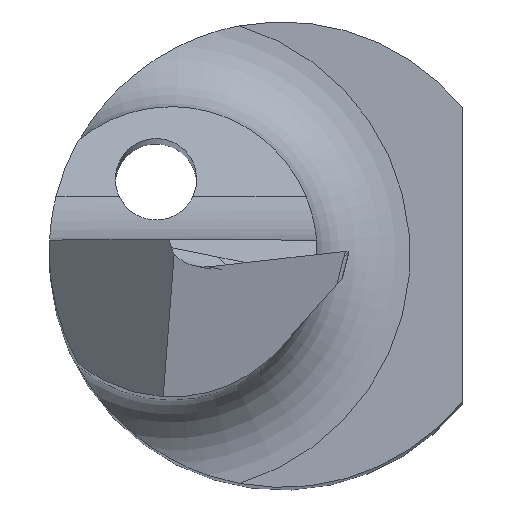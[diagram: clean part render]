
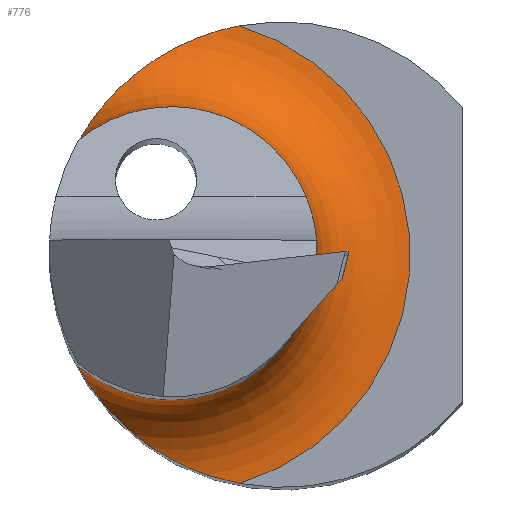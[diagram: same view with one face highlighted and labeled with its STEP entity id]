
A CAD part, top view. The second image highlights one B-rep face of the part: STEP entity #776.
In plain terms, the highlighted toroidal (fillet/blend) face has major radius 2.05 mm and minor radius 0.8 mm.
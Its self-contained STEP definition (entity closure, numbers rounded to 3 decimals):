
#17 = ORIENTED_EDGE ( 'NONE', *, *, #547, .F. ) ;
#38 = CARTESIAN_POINT ( 'NONE',  ( -1.758, 0.954, 14.8 ) ) ;
#69 = CARTESIAN_POINT ( 'NONE',  ( -0.368, -1.966, 14. ) ) ;
#76 = CARTESIAN_POINT ( 'NONE',  ( -1.406, -1.431, 14.216 ) ) ;
#79 = EDGE_CURVE ( 'NONE', #531, #672, #668, .T. ) ;
#95 = EDGE_CURVE ( 'NONE', #403, #613, #659, .T. ) ;
#98 = CARTESIAN_POINT ( 'NONE',  ( -0.368, -1.966, 14. ) ) ;
#109 = CARTESIAN_POINT ( 'NONE',  ( -1.738, 0.991, 14.63 ) ) ;
#155 = TOROIDAL_SURFACE ( 'NONE', #664, 2.05, 0.8 ) ;
#165 = CIRCLE ( 'NONE', #595, 2.05 ) ;
#176 = CARTESIAN_POINT ( 'NONE',  ( -1.156, 1.641, 14.102 ) ) ;
#233 = AXIS2_PLACEMENT_3D ( 'NONE', #629, #628, #507 ) ;
#235 = ORIENTED_EDGE ( 'NONE', *, *, #79, .F. ) ;
#248 = CARTESIAN_POINT ( 'NONE',  ( -1.758, -0.954, 14.8 ) ) ;
#268 = CARTESIAN_POINT ( 'NONE',  ( -1.515, -1.313, 14.289 ) ) ;
#295 = CARTESIAN_POINT ( 'NONE',  ( -1.013, -1.733, 14.063 ) ) ;
#297 = CARTESIAN_POINT ( 'NONE',  ( -1.515, 1.314, 14.289 ) ) ;
#304 = CARTESIAN_POINT ( 'NONE',  ( -1.681, 1.085, 14.494 ) ) ;
#323 = CARTESIAN_POINT ( 'NONE',  ( -0.368, 1.966, 14. ) ) ;
#332 = CARTESIAN_POINT ( 'NONE',  ( -1.738, -0.991, 14.63 ) ) ;
#353 = ORIENTED_EDGE ( 'NONE', *, *, #479, .F. ) ;
#354 = CARTESIAN_POINT ( 'NONE',  ( -0.54, -1.934, 14. ) ) ;
#396 = DIRECTION ( 'NONE',  ( 1., 0., 0. ) ) ;
#403 = VERTEX_POINT ( 'NONE', #69 ) ;
#405 = CIRCLE ( 'NONE', #233, 1.25 ) ;
#433 = CARTESIAN_POINT ( 'NONE',  ( -1.758, 0.954, 14.711 ) ) ;
#479 = EDGE_CURVE ( 'NONE', #672, #403, #165, .T. ) ;
#501 = CARTESIAN_POINT ( 'NONE',  ( -0.703, 1.88, 14.011 ) ) ;
#507 = DIRECTION ( 'NONE',  ( 1., 0., 0. ) ) ;
#531 = VERTEX_POINT ( 'NONE', #760 ) ;
#547 = EDGE_CURVE ( 'NONE', #613, #531, #405, .T. ) ;
#554 = CARTESIAN_POINT ( 'NONE',  ( -1.156, -1.64, 14.103 ) ) ;
#561 = ORIENTED_EDGE ( 'NONE', *, *, #95, .F. ) ;
#564 = CARTESIAN_POINT ( 'NONE',  ( -1.644, 1.141, 14.438 ) ) ;
#576 = DIRECTION ( 'NONE',  ( 1., 0., 0. ) ) ;
#581 = CARTESIAN_POINT ( 'NONE',  ( -1.681, -1.085, 14.495 ) ) ;
#586 = CARTESIAN_POINT ( 'NONE',  ( -0.95, 0., 14.8 ) ) ;
#590 = CARTESIAN_POINT ( 'NONE',  ( -1.644, -1.142, 14.438 ) ) ;
#593 = CARTESIAN_POINT ( 'NONE',  ( -0.95, 0., 14. ) ) ;
#595 = AXIS2_PLACEMENT_3D ( 'NONE', #593, #634, #576 ) ;
#613 = VERTEX_POINT ( 'NONE', #248 ) ;
#614 = CARTESIAN_POINT ( 'NONE',  ( -0.703, -1.88, 14.011 ) ) ;
#628 = DIRECTION ( 'NONE',  ( 0., 0., 1. ) ) ;
#629 = CARTESIAN_POINT ( 'NONE',  ( -0.95, 0., 14.8 ) ) ;
#634 = DIRECTION ( 'NONE',  ( 0., 0., -1. ) ) ;
#651 = CARTESIAN_POINT ( 'NONE',  ( -1.758, -0.954, 14.8 ) ) ;
#653 = FACE_OUTER_BOUND ( 'NONE', #736, .T. ) ;
#659 = B_SPLINE_CURVE_WITH_KNOTS ( 'NONE', 3,
 ( #98, #354, #614, #295, #554, #76, #268, #590, #581, #332, #722, #651 ),
 .UNSPECIFIED., .F., .F.,
 ( 4, 2, 2, 2, 2, 4 ),
 ( 0., 0.001, 0.001, 0.002, 0.002, 0.002 ),
 .UNSPECIFIED. ) ;
#664 = AXIS2_PLACEMENT_3D ( 'NONE', #586, #771, #396 ) ;
#668 = B_SPLINE_CURVE_WITH_KNOTS ( 'NONE', 3,
 ( #38, #433, #109, #304, #564, #297, #827, #176, #816, #501, #690, #757 ),
 .UNSPECIFIED., .F., .F.,
 ( 4, 2, 2, 2, 2, 4 ),
 ( 0., 0., 0.001, 0.001, 0.002, 0.002 ),
 .UNSPECIFIED. ) ;
#672 = VERTEX_POINT ( 'NONE', #323 ) ;
#690 = CARTESIAN_POINT ( 'NONE',  ( -0.54, 1.934, 14. ) ) ;
#722 = CARTESIAN_POINT ( 'NONE',  ( -1.758, -0.954, 14.711 ) ) ;
#736 = EDGE_LOOP ( 'NONE', ( #561, #353, #235, #17 ) ) ;
#757 = CARTESIAN_POINT ( 'NONE',  ( -0.368, 1.966, 14. ) ) ;
#760 = CARTESIAN_POINT ( 'NONE',  ( -1.758, 0.954, 14.8 ) ) ;
#771 = DIRECTION ( 'NONE',  ( 0., 0., 1. ) ) ;
#776 = ADVANCED_FACE ( 'NONE', ( #653 ), #155, .F. ) ;
#816 = CARTESIAN_POINT ( 'NONE',  ( -1.013, 1.733, 14.063 ) ) ;
#827 = CARTESIAN_POINT ( 'NONE',  ( -1.408, 1.43, 14.217 ) ) ;
